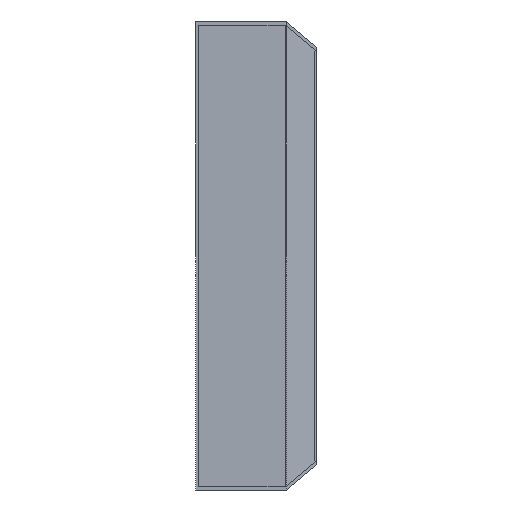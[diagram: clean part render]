
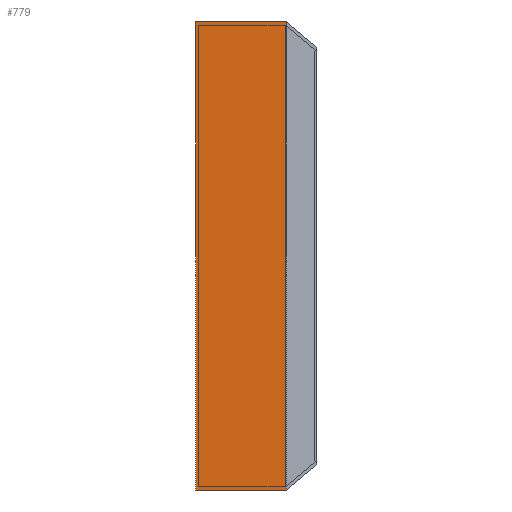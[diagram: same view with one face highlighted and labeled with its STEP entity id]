
A CAD part, left-side view. The second image highlights one B-rep face of the part: STEP entity #779.
In plain terms, the highlighted planar face has unit normal (-1, 0, 0).
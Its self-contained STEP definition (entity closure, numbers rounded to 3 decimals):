
#20 = CARTESIAN_POINT ( 'NONE',  ( -95.483, 60., -233.49 ) ) ;
#36 = FACE_OUTER_BOUND ( 'NONE', #694, .T. ) ;
#65 = EDGE_CURVE ( 'NONE', #87, #533, #302, .T. ) ;
#75 = DIRECTION ( 'NONE',  ( 0., -1., 0. ) ) ;
#78 = CARTESIAN_POINT ( 'NONE',  ( -95.483, 60., -233.49 ) ) ;
#86 = ORIENTED_EDGE ( 'NONE', *, *, #65, .F. ) ;
#87 = VERTEX_POINT ( 'NONE', #20 ) ;
#93 = DIRECTION ( 'NONE',  ( 0., 0., 1. ) ) ;
#115 = DIRECTION ( 'NONE',  ( 1., 0., 0. ) ) ;
#120 = LINE ( 'NONE', #280, #161 ) ;
#121 = CARTESIAN_POINT ( 'NONE',  ( -95.483, 60., 76.51 ) ) ;
#123 = CARTESIAN_POINT ( 'NONE',  ( -95.483, 60., -233.49 ) ) ;
#135 = LINE ( 'NONE', #770, #466 ) ;
#161 = VECTOR ( 'NONE', #226, 1000. ) ;
#226 = DIRECTION ( 'NONE',  ( 0., 0., 1. ) ) ;
#242 = PLANE ( 'NONE',  #339 ) ;
#271 = EDGE_CURVE ( 'NONE', #87, #453, #758, .T. ) ;
#277 = VECTOR ( 'NONE', #75, 1000. ) ;
#280 = CARTESIAN_POINT ( 'NONE',  ( -95.483, 0., -233.49 ) ) ;
#296 = CARTESIAN_POINT ( 'NONE',  ( -95.483, 0., -233.49 ) ) ;
#302 = LINE ( 'NONE', #123, #429 ) ;
#310 = CARTESIAN_POINT ( 'NONE',  ( -95.483, 0., 76.51 ) ) ;
#339 = AXIS2_PLACEMENT_3D ( 'NONE', #379, #115, #559 ) ;
#379 = CARTESIAN_POINT ( 'NONE',  ( -95.483, 60., -233.49 ) ) ;
#429 = VECTOR ( 'NONE', #93, 1000. ) ;
#453 = VERTEX_POINT ( 'NONE', #296 ) ;
#466 = VECTOR ( 'NONE', #768, 1000. ) ;
#479 = EDGE_CURVE ( 'NONE', #533, #683, #135, .T. ) ;
#533 = VERTEX_POINT ( 'NONE', #121 ) ;
#559 = DIRECTION ( 'NONE',  ( 0., 0., -1. ) ) ;
#597 = ORIENTED_EDGE ( 'NONE', *, *, #479, .F. ) ;
#651 = ORIENTED_EDGE ( 'NONE', *, *, #271, .T. ) ;
#655 = EDGE_CURVE ( 'NONE', #453, #683, #120, .T. ) ;
#664 = ORIENTED_EDGE ( 'NONE', *, *, #655, .T. ) ;
#683 = VERTEX_POINT ( 'NONE', #310 ) ;
#694 = EDGE_LOOP ( 'NONE', ( #664, #597, #86, #651 ) ) ;
#758 = LINE ( 'NONE', #78, #277 ) ;
#768 = DIRECTION ( 'NONE',  ( 0., -1., 0. ) ) ;
#770 = CARTESIAN_POINT ( 'NONE',  ( -95.483, 60., 76.51 ) ) ;
#779 = ADVANCED_FACE ( 'NONE', ( #36 ), #242, .F. ) ;
